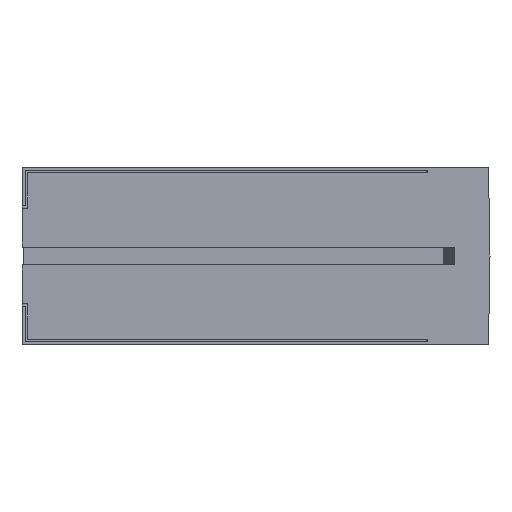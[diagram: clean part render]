
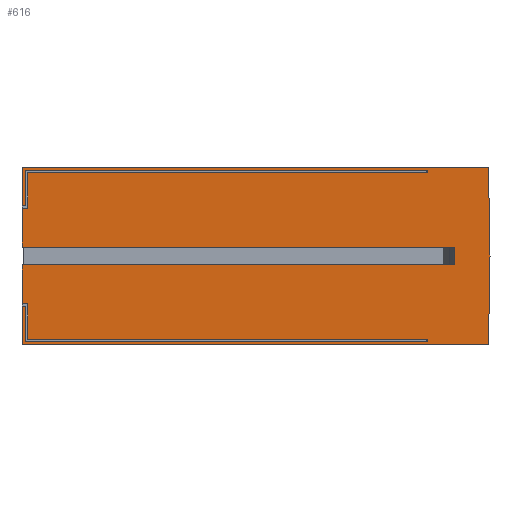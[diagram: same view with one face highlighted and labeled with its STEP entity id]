
A CAD part, front view. The second image highlights one B-rep face of the part: STEP entity #616.
In plain terms, the highlighted planar face has unit normal (-0.057, -0.998, 0).
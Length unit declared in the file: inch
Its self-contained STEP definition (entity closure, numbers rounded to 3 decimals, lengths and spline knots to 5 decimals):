
#25=PLANE('',#662);
#58=FACE_OUTER_BOUND('',#91,.T.);
#91=EDGE_LOOP('',(#475,#476,#477,#478,#479,#480,#481,#482,#483,#484,#485,
#486,#487,#488,#489,#490,#491,#492,#493,#494,#495,#496,#497,#498,#499));
#114=LINE('',#944,#189);
#118=LINE('',#952,#193);
#122=LINE('',#960,#197);
#126=LINE('',#969,#201);
#131=LINE('',#982,#206);
#135=LINE('',#991,#210);
#139=LINE('',#998,#214);
#142=LINE('',#1006,#217);
#146=LINE('',#1015,#221);
#149=LINE('',#1019,#224);
#150=LINE('',#1022,#225);
#151=LINE('',#1031,#226);
#152=LINE('',#1032,#227);
#153=LINE('',#1034,#228);
#154=LINE('',#1035,#229);
#155=LINE('',#1042,#230);
#156=LINE('',#1043,#231);
#157=LINE('',#1044,#232);
#158=LINE('',#1046,#233);
#159=LINE('',#1047,#234);
#189=VECTOR('',#689,0.3937);
#193=VECTOR('',#695,0.3937);
#197=VECTOR('',#701,0.3937);
#201=VECTOR('',#707,0.3937);
#206=VECTOR('',#716,0.3937);
#210=VECTOR('',#722,0.3937);
#214=VECTOR('',#728,0.3937);
#217=VECTOR('',#733,0.3937);
#221=VECTOR('',#739,0.3937);
#224=VECTOR('',#744,0.3937);
#225=VECTOR('',#747,0.3937);
#226=VECTOR('',#748,0.3937);
#227=VECTOR('',#749,0.3937);
#228=VECTOR('',#750,0.3937);
#229=VECTOR('',#751,0.3937);
#230=VECTOR('',#752,0.3937);
#231=VECTOR('',#753,0.3937);
#232=VECTOR('',#754,0.3937);
#233=VECTOR('',#755,0.3937);
#234=VECTOR('',#756,0.3937);
#261=B_SPLINE_CURVE_WITH_KNOTS('',3,(#844,#845,#846,#847,#848,#849),
 .UNSPECIFIED.,.F.,.F.,(4,2,4),(-5.08,-2.54,0.),.UNSPECIFIED.);
#264=B_SPLINE_CURVE_WITH_KNOTS('',3,(#883,#884,#885,#886,#887,#888),
 .UNSPECIFIED.,.F.,.F.,(4,2,4),(-0.635,-0.3175,0.),
 .UNSPECIFIED.);
#267=B_SPLINE_CURVE_WITH_KNOTS('',3,(#926,#927,#928,#929,#930,#931),
 .UNSPECIFIED.,.F.,.F.,(4,2,4),(-25.40313,-12.70096,0.),
 .UNSPECIFIED.);
#269=B_SPLINE_CURVE_WITH_KNOTS('',3,(#1024,#1025,#1026,#1027,#1028,#1029),
 .UNSPECIFIED.,.F.,.F.,(4,2,4),(-0.635,-0.3175,0.),
 .UNSPECIFIED.);
#270=B_SPLINE_CURVE_WITH_KNOTS('',3,(#1036,#1037,#1038,#1039,#1040,#1041),
 .UNSPECIFIED.,.F.,.F.,(4,2,4),(-25.40314,-12.70095,0.),
 .UNSPECIFIED.);
#273=VERTEX_POINT('',#842);
#274=VERTEX_POINT('',#843);
#277=VERTEX_POINT('',#881);
#278=VERTEX_POINT('',#882);
#281=VERTEX_POINT('',#924);
#282=VERTEX_POINT('',#925);
#285=VERTEX_POINT('',#943);
#288=VERTEX_POINT('',#951);
#291=VERTEX_POINT('',#959);
#294=VERTEX_POINT('',#967);
#295=VERTEX_POINT('',#968);
#300=VERTEX_POINT('',#979);
#301=VERTEX_POINT('',#981);
#304=VERTEX_POINT('',#988);
#305=VERTEX_POINT('',#990);
#307=VERTEX_POINT('',#996);
#310=VERTEX_POINT('',#1003);
#311=VERTEX_POINT('',#1005);
#314=VERTEX_POINT('',#1012);
#315=VERTEX_POINT('',#1014);
#316=VERTEX_POINT('',#1021);
#317=VERTEX_POINT('',#1023);
#318=VERTEX_POINT('',#1030);
#319=VERTEX_POINT('',#1033);
#320=VERTEX_POINT('',#1045);
#331=EDGE_CURVE('',#273,#274,#261,.T.);
#335=EDGE_CURVE('',#277,#278,#264,.T.);
#339=EDGE_CURVE('',#281,#282,#267,.T.);
#343=EDGE_CURVE('',#285,#274,#114,.T.);
#347=EDGE_CURVE('',#277,#288,#118,.T.);
#351=EDGE_CURVE('',#291,#278,#122,.T.);
#355=EDGE_CURVE('',#294,#295,#126,.T.);
#361=EDGE_CURVE('',#301,#300,#131,.T.);
#365=EDGE_CURVE('',#305,#304,#135,.T.);
#369=EDGE_CURVE('',#300,#307,#139,.T.);
#372=EDGE_CURVE('',#311,#310,#142,.T.);
#376=EDGE_CURVE('',#315,#314,#146,.T.);
#379=EDGE_CURVE('',#288,#315,#149,.T.);
#380=EDGE_CURVE('',#307,#316,#150,.T.);
#381=EDGE_CURVE('',#317,#316,#269,.T.);
#382=EDGE_CURVE('',#317,#318,#151,.T.);
#383=EDGE_CURVE('',#318,#305,#152,.T.);
#384=EDGE_CURVE('',#304,#319,#153,.T.);
#385=EDGE_CURVE('',#282,#319,#154,.T.);
#386=EDGE_CURVE('',#295,#281,#270,.T.);
#387=EDGE_CURVE('',#294,#311,#155,.T.);
#388=EDGE_CURVE('',#310,#291,#156,.T.);
#389=EDGE_CURVE('',#314,#285,#157,.T.);
#390=EDGE_CURVE('',#273,#320,#158,.T.);
#391=EDGE_CURVE('',#320,#301,#159,.T.);
#475=ORIENTED_EDGE('',*,*,#361,.T.);
#476=ORIENTED_EDGE('',*,*,#369,.T.);
#477=ORIENTED_EDGE('',*,*,#380,.T.);
#478=ORIENTED_EDGE('',*,*,#381,.F.);
#479=ORIENTED_EDGE('',*,*,#382,.T.);
#480=ORIENTED_EDGE('',*,*,#383,.T.);
#481=ORIENTED_EDGE('',*,*,#365,.T.);
#482=ORIENTED_EDGE('',*,*,#384,.T.);
#483=ORIENTED_EDGE('',*,*,#385,.F.);
#484=ORIENTED_EDGE('',*,*,#339,.F.);
#485=ORIENTED_EDGE('',*,*,#386,.F.);
#486=ORIENTED_EDGE('',*,*,#355,.F.);
#487=ORIENTED_EDGE('',*,*,#387,.T.);
#488=ORIENTED_EDGE('',*,*,#372,.T.);
#489=ORIENTED_EDGE('',*,*,#388,.T.);
#490=ORIENTED_EDGE('',*,*,#351,.T.);
#491=ORIENTED_EDGE('',*,*,#335,.F.);
#492=ORIENTED_EDGE('',*,*,#347,.T.);
#493=ORIENTED_EDGE('',*,*,#379,.T.);
#494=ORIENTED_EDGE('',*,*,#376,.T.);
#495=ORIENTED_EDGE('',*,*,#389,.T.);
#496=ORIENTED_EDGE('',*,*,#343,.T.);
#497=ORIENTED_EDGE('',*,*,#331,.F.);
#498=ORIENTED_EDGE('',*,*,#390,.T.);
#499=ORIENTED_EDGE('',*,*,#391,.T.);
#616=ADVANCED_FACE('',(#58),#25,.T.);
#662=AXIS2_PLACEMENT_3D('',#1020,#745,#746);
#689=DIRECTION('',(0.998,-0.056,0.));
#695=DIRECTION('',(-0.998,0.056,0.));
#701=DIRECTION('',(0.998,-0.056,0.));
#707=DIRECTION('',(0.998,-0.056,0.));
#716=DIRECTION('',(0.998,-0.056,0.));
#722=DIRECTION('',(-0.998,0.056,0.));
#728=DIRECTION('',(0.,0.,-1.));
#733=DIRECTION('',(0.998,-0.056,0.));
#739=DIRECTION('',(-0.998,0.056,0.));
#744=DIRECTION('',(0.,0.,-1.));
#745=DIRECTION('center_axis',(-0.056,-0.998,0.));
#746=DIRECTION('ref_axis',(-0.998,0.056,0.));
#747=DIRECTION('',(0.998,-0.056,0.));
#748=DIRECTION('',(-0.998,0.056,0.));
#749=DIRECTION('',(0.,0.,1.));
#750=DIRECTION('',(0.,0.,-1.));
#751=DIRECTION('',(-0.998,0.056,0.));
#752=DIRECTION('',(0.,0.,-1.));
#753=DIRECTION('',(0.,0.,1.));
#754=DIRECTION('',(0.,0.,-1.));
#755=DIRECTION('',(-0.998,0.056,0.));
#756=DIRECTION('',(0.,0.,-1.));
#842=CARTESIAN_POINT('',(470.33338,123.47985,-11.));
#843=CARTESIAN_POINT('',(470.33338,123.47985,-9.));
#844=CARTESIAN_POINT('Ctrl Pts',(470.33338,123.47985,-11.));
#845=CARTESIAN_POINT('Ctrl Pts',(470.33338,123.47985,-10.66667));
#846=CARTESIAN_POINT('Ctrl Pts',(470.33338,123.47985,-10.33333));
#847=CARTESIAN_POINT('Ctrl Pts',(470.33338,123.47985,-9.66667));
#848=CARTESIAN_POINT('Ctrl Pts',(470.33338,123.47985,-9.33333));
#849=CARTESIAN_POINT('Ctrl Pts',(470.33338,123.47985,-9.));
#881=CARTESIAN_POINT('',(467.20868,123.65658,-0.625));
#882=CARTESIAN_POINT('',(467.20868,123.65658,-0.375));
#883=CARTESIAN_POINT('Ctrl Pts',(467.20868,123.65658,-0.625));
#884=CARTESIAN_POINT('Ctrl Pts',(467.20868,123.65658,-0.58333));
#885=CARTESIAN_POINT('Ctrl Pts',(467.20868,123.65658,-0.54167));
#886=CARTESIAN_POINT('Ctrl Pts',(467.20868,123.65658,-0.45833));
#887=CARTESIAN_POINT('Ctrl Pts',(467.20868,123.65658,-0.41667));
#888=CARTESIAN_POINT('Ctrl Pts',(467.20868,123.65658,-0.375));
#924=CARTESIAN_POINT('',(474.27516,123.2569,-10.));
#925=CARTESIAN_POINT('',(474.10236,123.26667,-20.));
#926=CARTESIAN_POINT('Ctrl Pts',(474.27516,123.2569,-10.));
#927=CARTESIAN_POINT('Ctrl Pts',(474.2462,123.25853,-11.6667));
#928=CARTESIAN_POINT('Ctrl Pts',(474.21732,123.26017,-13.33353));
#929=CARTESIAN_POINT('Ctrl Pts',(474.15973,123.26343,-16.66678));
#930=CARTESIAN_POINT('Ctrl Pts',(474.13101,123.26505,-18.33345));
#931=CARTESIAN_POINT('Ctrl Pts',(474.10236,123.26667,-20.));
#943=CARTESIAN_POINT('',(421.66118,126.23278,-9.));
#944=CARTESIAN_POINT('',(444.29697,124.95248,-9.));
#951=CARTESIAN_POINT('',(422.28518,126.19748,-0.625));
#952=CARTESIAN_POINT('',(444.29697,124.95248,-0.625));
#959=CARTESIAN_POINT('',(422.03558,126.2116,-0.375));
#960=CARTESIAN_POINT('',(444.29697,124.95248,-0.375));
#967=CARTESIAN_POINT('',(421.66118,126.23278,0.));
#968=CARTESIAN_POINT('',(474.10236,123.26667,0.));
#969=CARTESIAN_POINT('',(421.66118,126.23278,0.));
#979=CARTESIAN_POINT('',(422.28518,126.19748,-15.375));
#981=CARTESIAN_POINT('',(421.66118,126.23278,-15.375));
#982=CARTESIAN_POINT('',(444.29697,124.95248,-15.375));
#988=CARTESIAN_POINT('',(421.66118,126.23278,-15.625));
#990=CARTESIAN_POINT('',(422.03558,126.2116,-15.625));
#991=CARTESIAN_POINT('',(444.48417,124.94189,-15.625));
#996=CARTESIAN_POINT('',(422.28518,126.19748,-19.375));
#998=CARTESIAN_POINT('',(422.28518,126.19748,-7.6875));
#1003=CARTESIAN_POINT('',(422.03558,126.2116,-4.375));
#1005=CARTESIAN_POINT('',(421.66118,126.23278,-4.375));
#1006=CARTESIAN_POINT('',(444.29697,124.95248,-4.375));
#1012=CARTESIAN_POINT('',(421.66118,126.23278,-4.625));
#1014=CARTESIAN_POINT('',(422.28518,126.19748,-4.625));
#1015=CARTESIAN_POINT('',(444.60897,124.93484,-4.625));
#1019=CARTESIAN_POINT('',(422.28518,126.19748,-0.3125));
#1020=CARTESIAN_POINT('Origin',(466.93276,123.67219,0.));
#1021=CARTESIAN_POINT('',(467.20868,123.65658,-19.375));
#1022=CARTESIAN_POINT('',(444.29697,124.95248,-19.375));
#1023=CARTESIAN_POINT('',(467.20868,123.65658,-19.625));
#1024=CARTESIAN_POINT('Ctrl Pts',(467.20868,123.65658,-19.625));
#1025=CARTESIAN_POINT('Ctrl Pts',(467.20868,123.65658,-19.58333));
#1026=CARTESIAN_POINT('Ctrl Pts',(467.20868,123.65658,-19.54167));
#1027=CARTESIAN_POINT('Ctrl Pts',(467.20868,123.65658,-19.45833));
#1028=CARTESIAN_POINT('Ctrl Pts',(467.20868,123.65658,-19.41667));
#1029=CARTESIAN_POINT('Ctrl Pts',(467.20868,123.65658,-19.375));
#1030=CARTESIAN_POINT('',(422.03558,126.2116,-19.625));
#1031=CARTESIAN_POINT('',(444.29697,124.95248,-19.625));
#1032=CARTESIAN_POINT('',(422.03558,126.2116,-9.6875));
#1033=CARTESIAN_POINT('',(421.66118,126.23278,-20.));
#1034=CARTESIAN_POINT('',(421.66118,126.23278,0.));
#1035=CARTESIAN_POINT('',(372.69682,129.00223,-20.));
#1036=CARTESIAN_POINT('Ctrl Pts',(474.10236,123.26667,0.));
#1037=CARTESIAN_POINT('Ctrl Pts',(474.13101,123.26505,-1.66671));
#1038=CARTESIAN_POINT('Ctrl Pts',(474.15973,123.26343,-3.33354));
#1039=CARTESIAN_POINT('Ctrl Pts',(474.21733,123.26017,-6.66679));
#1040=CARTESIAN_POINT('Ctrl Pts',(474.2462,123.25853,-8.33346));
#1041=CARTESIAN_POINT('Ctrl Pts',(474.27516,123.2569,-10.));
#1042=CARTESIAN_POINT('',(421.66118,126.23278,0.));
#1043=CARTESIAN_POINT('',(422.03558,126.2116,-4.375));
#1044=CARTESIAN_POINT('',(421.66118,126.23278,0.));
#1045=CARTESIAN_POINT('',(421.66118,126.23278,-11.));
#1046=CARTESIAN_POINT('',(444.29697,124.95248,-11.));
#1047=CARTESIAN_POINT('',(421.66118,126.23278,0.));
